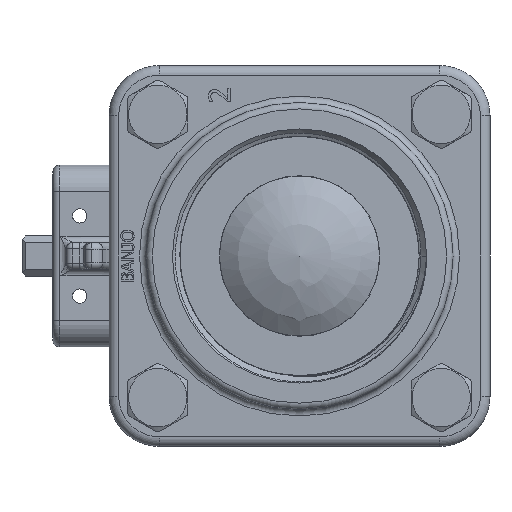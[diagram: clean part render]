
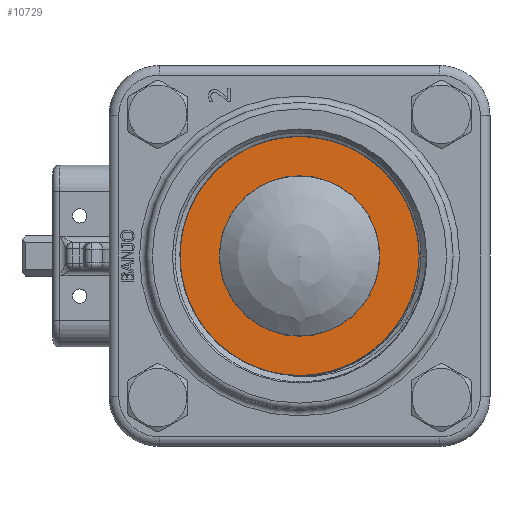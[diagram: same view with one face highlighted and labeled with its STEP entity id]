
A CAD part, left-side view. The second image highlights one B-rep face of the part: STEP entity #10729.
In plain terms, the highlighted planar face has unit normal (-1, 0, 0).
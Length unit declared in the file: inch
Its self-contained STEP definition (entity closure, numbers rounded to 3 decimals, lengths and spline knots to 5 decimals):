
#769=FACE_BOUND('',#3636,.T.);
#932=PLANE('',#12088);
#2953=FACE_OUTER_BOUND('',#3635,.T.);
#3635=EDGE_LOOP('',(#9761,#9762));
#3636=EDGE_LOOP('',(#9763,#9764));
#4131=CIRCLE('',#11882,1.11793);
#4219=CIRCLE('',#12079,1.11793);
#4221=CIRCLE('',#12086,0.75);
#4222=CIRCLE('',#12087,0.75);
#4922=VERTEX_POINT('',#21136);
#4924=VERTEX_POINT('',#21139);
#5212=VERTEX_POINT('',#24312);
#5213=VERTEX_POINT('',#24314);
#6319=EDGE_CURVE('',#4922,#4924,#4131,.T.);
#6747=EDGE_CURVE('',#4924,#4922,#4219,.T.);
#6752=EDGE_CURVE('',#5213,#5212,#4221,.T.);
#6753=EDGE_CURVE('',#5212,#5213,#4222,.T.);
#9761=ORIENTED_EDGE('',*,*,#6747,.F.);
#9762=ORIENTED_EDGE('',*,*,#6319,.F.);
#9763=ORIENTED_EDGE('',*,*,#6752,.T.);
#9764=ORIENTED_EDGE('',*,*,#6753,.T.);
#10729=ADVANCED_FACE('',(#2953,#769),#932,.T.);
#11882=AXIS2_PLACEMENT_3D('',#21140,#14232,#14233);
#12079=AXIS2_PLACEMENT_3D('',#23787,#14860,#14861);
#12086=AXIS2_PLACEMENT_3D('',#24315,#14877,#14878);
#12087=AXIS2_PLACEMENT_3D('',#24316,#14879,#14880);
#12088=AXIS2_PLACEMENT_3D('',#24317,#14881,#14882);
#14232=DIRECTION('center_axis',(1.,0.,0.));
#14233=DIRECTION('ref_axis',(0.,1.,0.));
#14860=DIRECTION('center_axis',(1.,0.,0.));
#14861=DIRECTION('ref_axis',(0.,1.,0.));
#14877=DIRECTION('center_axis',(1.,0.,0.));
#14878=DIRECTION('ref_axis',(0.,1.,0.));
#14879=DIRECTION('center_axis',(1.,0.,0.));
#14880=DIRECTION('ref_axis',(0.,1.,0.));
#14881=DIRECTION('center_axis',(-1.,0.,0.));
#14882=DIRECTION('ref_axis',(0.,0.,1.));
#21136=CARTESIAN_POINT('',(0.86,-1.11793,0.));
#21139=CARTESIAN_POINT('',(0.86,0.83884,-0.739));
#21140=CARTESIAN_POINT('Origin',(0.86,0.,0.));
#23787=CARTESIAN_POINT('Origin',(0.86,0.,0.));
#24312=CARTESIAN_POINT('',(0.86,-0.75,0.));
#24314=CARTESIAN_POINT('',(0.86,0.75,0.));
#24315=CARTESIAN_POINT('Origin',(0.86,0.,0.));
#24316=CARTESIAN_POINT('Origin',(0.86,0.,0.));
#24317=CARTESIAN_POINT('Origin',(0.86,0.93397,0.));
